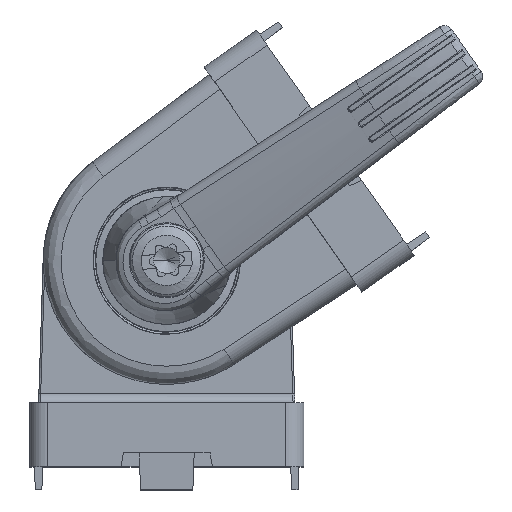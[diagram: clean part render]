
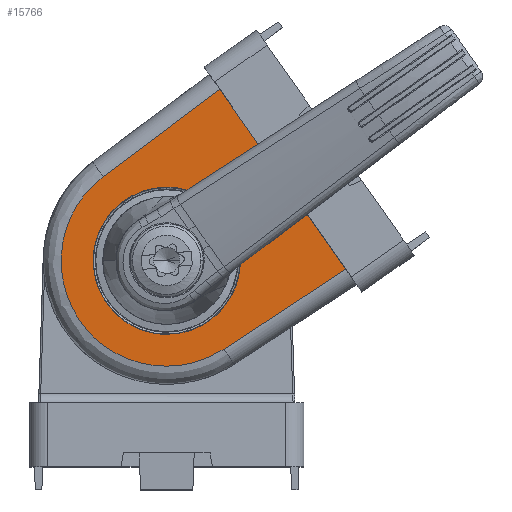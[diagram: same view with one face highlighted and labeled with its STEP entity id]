
A CAD part, top view. The second image highlights one B-rep face of the part: STEP entity #15766.
In plain terms, the highlighted planar face has unit normal (-0.014, -0.01, 1).
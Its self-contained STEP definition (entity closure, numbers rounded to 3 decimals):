
#378 = VERTEX_POINT ( 'NONE', #21014 ) ;
#790 = DIRECTION ( 'NONE',  ( 0.014, 0.01, -1. ) ) ;
#1084 = CARTESIAN_POINT ( 'NONE',  ( 6.265, -9.645, 13.722 ) ) ;
#1445 = VECTOR ( 'NONE', #17798, 1000. ) ;
#1679 = CARTESIAN_POINT ( 'NONE',  ( -10.905, -4.036, 13.533 ) ) ;
#1760 = CARTESIAN_POINT ( 'NONE',  ( -11.617, 0.34, 13.567 ) ) ;
#2574 = B_SPLINE_CURVE_WITH_KNOTS ( 'NONE', 3,
 ( #3284, #12128, #20857, #19173, #19321, #17275, #22897, #21027, #12353, #8780, #1679, #21108, #1760, #6731, #8852, #15683, #10458, #5080 ),
 .UNSPECIFIED., .F., .F.,
 ( 4, 2, 2, 2, 2, 2, 2, 2, 4 ),
 ( 0., 0.125, 0.25, 0.375, 0.5, 0.625, 0.75, 0.875, 1. ),
 .UNSPECIFIED. ) ;
#2876 = CARTESIAN_POINT ( 'NONE',  ( 0., -8.04, 13.649 ) ) ;
#3284 = CARTESIAN_POINT ( 'NONE',  ( 6.265, -9.645, 13.722 ) ) ;
#3720 = LINE ( 'NONE', #7878, #22011 ) ;
#3835 = CARTESIAN_POINT ( 'NONE',  ( 8.047, -4.71, 13.797 ) ) ;
#3966 = ORIENTED_EDGE ( 'NONE', *, *, #12939, .F. ) ;
#4404 = DIRECTION ( 'NONE',  ( -1., 0., -0.014 ) ) ;
#4565 = DIRECTION ( 'NONE',  ( -0.574, 0.819, 0. ) ) ;
#4605 = LINE ( 'NONE', #5994, #6561 ) ;
#5080 = CARTESIAN_POINT ( 'NONE',  ( -6.921, 9.186, 13.722 ) ) ;
#5230 =( BOUNDED_CURVE ( )  B_SPLINE_CURVE ( 3, ( #13542, #20655, #6382, #20521 ),
 .UNSPECIFIED., .F., .F. ) 
 B_SPLINE_CURVE_WITH_KNOTS ( ( 4, 4 ),
 ( 0.96, 4.101 ),
 .UNSPECIFIED. ) 
 CURVE ( )  GEOMETRIC_REPRESENTATION_ITEM ( )  RATIONAL_B_SPLINE_CURVE ( ( 1., 0.334, 0.334, 1. ) ) 
 REPRESENTATION_ITEM ( '' )  );
#5994 = CARTESIAN_POINT ( 'NONE',  ( -6.889, 9.21, 13.723 ) ) ;
#6382 = CARTESIAN_POINT ( 'NONE',  ( -16.07, -8.032, 13.419 ) ) ;
#6547 = EDGE_CURVE ( 'NONE', #22663, #15441, #5230, .T. ) ;
#6561 = VECTOR ( 'NONE', #14738, 1000. ) ;
#6729 = LINE ( 'NONE', #22955, #1445 ) ;
#6731 = CARTESIAN_POINT ( 'NONE',  ( -11.151, 3.253, 13.603 ) ) ;
#6870 = VERTEX_POINT ( 'NONE', #1084 ) ;
#7629 = EDGE_LOOP ( 'NONE', ( #3966, #9901, #8348, #8479 ) ) ;
#7878 = CARTESIAN_POINT ( 'NONE',  ( 4.093, 21.178, 14. ) ) ;
#8348 = ORIENTED_EDGE ( 'NONE', *, *, #18122, .F. ) ;
#8479 = ORIENTED_EDGE ( 'NONE', *, *, #15685, .T. ) ;
#8780 = CARTESIAN_POINT ( 'NONE',  ( -10.295, -5.408, 13.528 ) ) ;
#8852 = CARTESIAN_POINT ( 'NONE',  ( -10.635, 4.663, 13.624 ) ) ;
#9464 = CARTESIAN_POINT ( 'NONE',  ( 8.047, 4.716, 13.892 ) ) ;
#9716 = PLANE ( 'NONE',  #13407 ) ;
#9827 = EDGE_CURVE ( 'NONE', #15441, #22663, #16111, .T. ) ;
#9901 = ORIENTED_EDGE ( 'NONE', *, *, #20315, .F. ) ;
#10458 = CARTESIAN_POINT ( 'NONE',  ( -8.102, 8.302, 13.697 ) ) ;
#10544 = VERTEX_POINT ( 'NONE', #13916 ) ;
#11871 = EDGE_LOOP ( 'NONE', ( #17513, #22576 ) ) ;
#12128 = CARTESIAN_POINT ( 'NONE',  ( 5.03, -10.453, 13.697 ) ) ;
#12353 = CARTESIAN_POINT ( 'NONE',  ( -8.603, -7.824, 13.528 ) ) ;
#12599 = FACE_BOUND ( 'NONE', #11871, .T. ) ;
#12939 = EDGE_CURVE ( 'NONE', #10544, #378, #4605, .T. ) ;
#13147 = FACE_OUTER_BOUND ( 'NONE', #7629, .T. ) ;
#13407 = AXIS2_PLACEMENT_3D ( 'NONE', #22048, #790, #4404 ) ;
#13542 = CARTESIAN_POINT ( 'NONE',  ( 0., 8.046, 13.81 ) ) ;
#13916 = CARTESIAN_POINT ( 'NONE',  ( -6.921, 9.186, 13.722 ) ) ;
#14325 = CARTESIAN_POINT ( 'NONE',  ( 19.58, -0.939, 14. ) ) ;
#14371 = CARTESIAN_POINT ( 'NONE',  ( 4.713, 8.048, 13.877 ) ) ;
#14685 = CARTESIAN_POINT ( 'NONE',  ( 4.713, -8.042, 13.716 ) ) ;
#14738 = DIRECTION ( 'NONE',  ( 0.8, 0.599, 0.017 ) ) ;
#15441 = VERTEX_POINT ( 'NONE', #2876 ) ;
#15683 = CARTESIAN_POINT ( 'NONE',  ( -9.11, 7.188, 13.671 ) ) ;
#15685 = EDGE_CURVE ( 'NONE', #17018, #378, #3720, .T. ) ;
#15766 = ADVANCED_FACE ( 'NONE', ( #12599, #13147 ), #9716, .F. ) ;
#16111 =( BOUNDED_CURVE ( )  B_SPLINE_CURVE ( 3, ( #18064, #14685, #3835, #18129, #9464, #14371, #16427 ),
 .UNSPECIFIED., .F., .T. ) 
 B_SPLINE_CURVE_WITH_KNOTS ( ( 4, 3, 4 ),
 ( 4.101, 5.672, 7.244 ),
 .UNSPECIFIED. ) 
 CURVE ( )  GEOMETRIC_REPRESENTATION_ITEM ( )  RATIONAL_B_SPLINE_CURVE ( ( 1., 0.805, 0.805, 1., 0.805, 0.805, 1. ) ) 
 REPRESENTATION_ITEM ( '' )  );
#16427 = CARTESIAN_POINT ( 'NONE',  ( 0., 8.046, 13.81 ) ) ;
#17018 = VERTEX_POINT ( 'NONE', #14325 ) ;
#17275 = CARTESIAN_POINT ( 'NONE',  ( -3.654, -11.033, 13.567 ) ) ;
#17513 = ORIENTED_EDGE ( 'NONE', *, *, #9827, .F. ) ;
#17798 = DIRECTION ( 'NONE',  ( -0.837, -0.547, -0.017 ) ) ;
#18064 = CARTESIAN_POINT ( 'NONE',  ( 0., -8.04, 13.649 ) ) ;
#18122 = EDGE_CURVE ( 'NONE', #17018, #6870, #6729, .T. ) ;
#18129 = CARTESIAN_POINT ( 'NONE',  ( 8.047, 0.003, 13.845 ) ) ;
#19173 = CARTESIAN_POINT ( 'NONE',  ( 0.745, -11.588, 13.624 ) ) ;
#19321 = CARTESIAN_POINT ( 'NONE',  ( -0.757, -11.591, 13.603 ) ) ;
#20315 = EDGE_CURVE ( 'NONE', #6870, #10544, #2574, .T. ) ;
#20521 = CARTESIAN_POINT ( 'NONE',  ( 0., -8.04, 13.649 ) ) ;
#20655 = CARTESIAN_POINT ( 'NONE',  ( -16.07, 8.038, 13.58 ) ) ;
#20857 = CARTESIAN_POINT ( 'NONE',  ( 3.639, -11.019, 13.671 ) ) ;
#21014 = CARTESIAN_POINT ( 'NONE',  ( 5.814, 18.72, 14. ) ) ;
#21027 = CARTESIAN_POINT ( 'NONE',  ( -7.522, -8.867, 13.533 ) ) ;
#21108 = CARTESIAN_POINT ( 'NONE',  ( -11.567, -1.161, 13.552 ) ) ;
#21852 = CARTESIAN_POINT ( 'NONE',  ( 0., 8.046, 13.81 ) ) ;
#22011 = VECTOR ( 'NONE', #4565, 1000. ) ;
#22048 = CARTESIAN_POINT ( 'NONE',  ( 4.093, 21.178, 14. ) ) ;
#22576 = ORIENTED_EDGE ( 'NONE', *, *, #6547, .F. ) ;
#22663 = VERTEX_POINT ( 'NONE', #21852 ) ;
#22897 = CARTESIAN_POINT ( 'NONE',  ( -5.047, -10.472, 13.552 ) ) ;
#22955 = CARTESIAN_POINT ( 'NONE',  ( 19.58, -0.939, 14. ) ) ;
